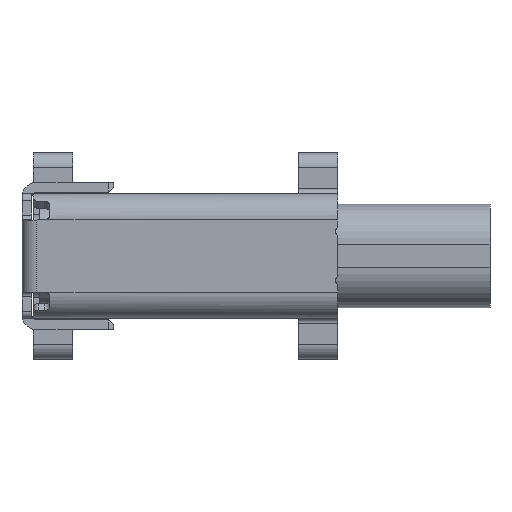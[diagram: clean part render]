
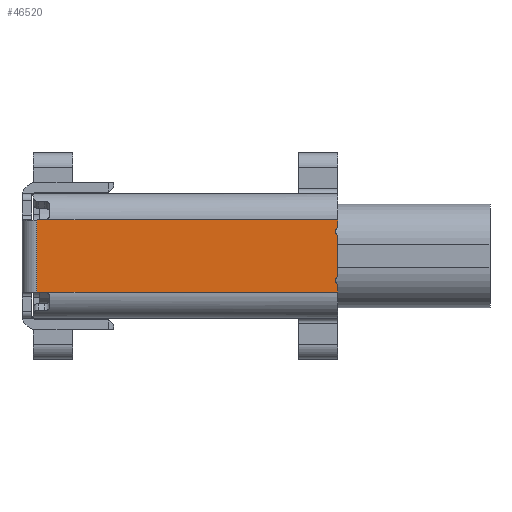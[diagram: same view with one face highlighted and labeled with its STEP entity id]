
A CAD part, front view. The second image highlights one B-rep face of the part: STEP entity #46520.
In plain terms, the highlighted planar face has unit normal (0, -1, 0).
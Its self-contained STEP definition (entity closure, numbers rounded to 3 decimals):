
#10898=DIRECTION('',(0.,0.,1.));
#10899=VECTOR('',#10898,0.223);
#10900=CARTESIAN_POINT('',(0.45,-4.77,
0.877));
#10901=LINE('',#10900,#10899);
#11008=DIRECTION('',(0.,0.,1.));
#11009=VECTOR('',#11008,0.223);
#11010=CARTESIAN_POINT('',(0.45,-4.77,
-1.1));
#11011=LINE('',#11010,#11009);
#11718=CARTESIAN_POINT('',(-8.5,-4.77,
1.1));
#11753=DIRECTION('',(-1.,0.,0.));
#11754=VECTOR('',#11753,8.95);
#11755=CARTESIAN_POINT('',(0.45,-4.77,
1.1));
#11756=LINE('',#11755,#11754);
#12601=DIRECTION('',(0.,0.,-1.));
#12602=VECTOR('',#12601,2.2);
#12603=CARTESIAN_POINT('',(-8.75,-4.77,1.1));
#12604=LINE('',#12603,#12602);
#12609=CARTESIAN_POINT('',(0.53,-4.77,
-0.75));
#12610=DIRECTION('',(0.,-1.,0.));
#12611=DIRECTION('',(-0.667,0.,0.745));
#12612=AXIS2_PLACEMENT_3D('',#12609,#12610,#12611);
#12614=DIRECTION('',(-1.,0.,0.));
#12615=VECTOR('',#12614,0.25);
#12616=CARTESIAN_POINT('',(-8.5,-4.77,
-1.1));
#12617=LINE('',#12616,#12615);
#12618=DIRECTION('',(1.,0.,0.));
#12619=VECTOR('',#12618,0.25);
#12620=CARTESIAN_POINT('',(-8.75,-4.77,1.1));
#12621=LINE('',#12620,#12619);
#12622=CARTESIAN_POINT('',(0.53,-4.77,0.75));
#12623=DIRECTION('',(0.,-1.,0.));
#12624=DIRECTION('',(-0.533,0.,0.846));
#12625=AXIS2_PLACEMENT_3D('',#12622,#12623,#12624);
#12627=DIRECTION('',(0.,0.,-1.));
#12628=VECTOR('',#12627,1.276);
#12629=CARTESIAN_POINT('',(0.43,-4.77,
0.638));
#12630=LINE('',#12629,#12628);
#12631=DIRECTION('',(1.,0.,0.));
#12632=VECTOR('',#12631,8.95);
#12633=CARTESIAN_POINT('',(-8.5,-4.77,
-1.1));
#12634=LINE('',#12633,#12632);
#22776=CARTESIAN_POINT('',(0.45,-4.77,-1.1));
#22777=VERTEX_POINT('',#22776);
#22778=CARTESIAN_POINT('',(0.45,-4.77,
1.1));
#22780=VERTEX_POINT('',#22778);
#22984=VERTEX_POINT('',#11718);
#22995=CARTESIAN_POINT('',(-8.75,-4.77,1.1));
#22996=VERTEX_POINT('',#22995);
#23179=CARTESIAN_POINT('',(-8.75,-4.77,-1.1));
#23180=VERTEX_POINT('',#23179);
#23181=CARTESIAN_POINT('',(-8.5,-4.77,
-1.1));
#23182=VERTEX_POINT('',#23181);
#23544=CARTESIAN_POINT('',(0.45,-4.77,
-0.877));
#23546=VERTEX_POINT('',#23544);
#23548=CARTESIAN_POINT('',(0.45,-4.77,
0.877));
#23550=VERTEX_POINT('',#23548);
#23551=CARTESIAN_POINT('',(0.43,-4.77,
-0.638));
#23552=VERTEX_POINT('',#23551);
#23553=CARTESIAN_POINT('',(0.43,-4.77,
0.638));
#23554=VERTEX_POINT('',#23553);
#46500=CARTESIAN_POINT('',(-4.15,-4.77,0.));
#46501=DIRECTION('',(0.,1.,0.));
#46502=DIRECTION('',(1.,0.,0.));
#46503=AXIS2_PLACEMENT_3D('',#46500,#46501,#46502);
#46504=PLANE('',#46503);
#46505=ORIENTED_EDGE('',*,*,#43797,.T.);
#46506=ORIENTED_EDGE('',*,*,#43909,.F.);
#46508=ORIENTED_EDGE('',*,*,#46507,.F.);
#46509=ORIENTED_EDGE('',*,*,#45034,.T.);
#46510=ORIENTED_EDGE('',*,*,#46485,.F.);
#46511=ORIENTED_EDGE('',*,*,#44904,.T.);
#46512=ORIENTED_EDGE('',*,*,#44859,.F.);
#46513=ORIENTED_EDGE('',*,*,#43830,.F.);
#46515=ORIENTED_EDGE('',*,*,#46514,.T.);
#46517=ORIENTED_EDGE('',*,*,#46516,.T.);
#46518=EDGE_LOOP('',(#46505,#46506,#46508,#46509,#46510,#46511,#46512,#46513,
#46515,#46517));
#46519=FACE_OUTER_BOUND('',#46518,.F.);
#46520=ADVANCED_FACE('',(#46519),#46504,.F.);
#12613=CIRCLE('',#12612,0.15);
#12626=CIRCLE('',#12625,0.15);
#43797=EDGE_CURVE('',#23552,#23546,#12613,.T.);
#43830=EDGE_CURVE('',#23550,#22780,#10901,.T.);
#43909=EDGE_CURVE('',#22777,#23546,#11011,.T.);
#44859=EDGE_CURVE('',#22780,#22984,#11756,.T.);
#44904=EDGE_CURVE('',#22996,#22984,#12621,.T.);
#45034=EDGE_CURVE('',#23182,#23180,#12617,.T.);
#46485=EDGE_CURVE('',#22996,#23180,#12604,.T.);
#46507=EDGE_CURVE('',#23182,#22777,#12634,.T.);
#46514=EDGE_CURVE('',#23550,#23554,#12626,.T.);
#46516=EDGE_CURVE('',#23554,#23552,#12630,.T.);
